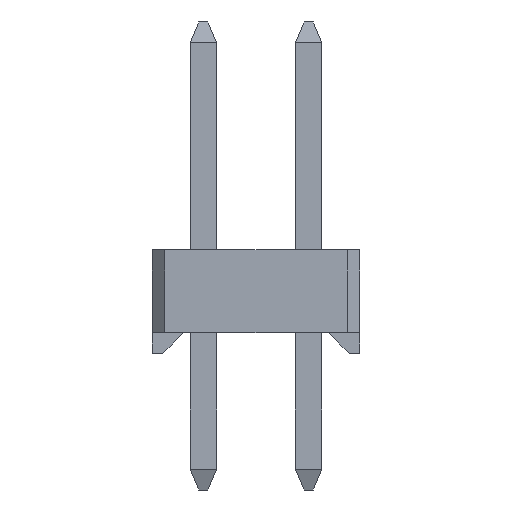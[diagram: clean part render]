
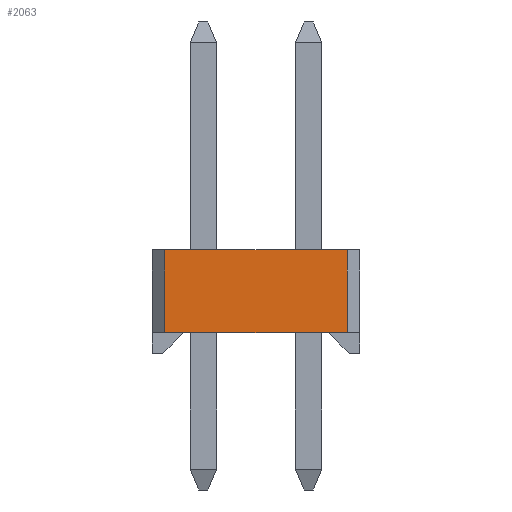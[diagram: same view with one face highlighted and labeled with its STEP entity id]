
A CAD part, left-side view. The second image highlights one B-rep face of the part: STEP entity #2063.
In plain terms, the highlighted planar face has unit normal (-1, 0, 0).
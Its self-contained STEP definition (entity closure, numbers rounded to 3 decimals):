
#1218 = VERTEX_POINT('',#1219);
#1219 = CARTESIAN_POINT('',(-6.35,-2.2,0.6));
#1225 = EDGE_CURVE('',#1226,#1218,#1228,.T.);
#1226 = VERTEX_POINT('',#1227);
#1227 = CARTESIAN_POINT('',(-6.35,2.2,0.6));
#1228 = LINE('',#1229,#1230);
#1229 = CARTESIAN_POINT('',(-6.35,0.,0.6));
#1230 = VECTOR('',#1231,1.);
#1231 = DIRECTION('',(0.,-1.,0.));
#1740 = VERTEX_POINT('',#1741);
#1741 = CARTESIAN_POINT('',(-6.35,2.2,2.6));
#1747 = EDGE_CURVE('',#1748,#1740,#1750,.T.);
#1748 = VERTEX_POINT('',#1749);
#1749 = CARTESIAN_POINT('',(-6.35,-2.2,2.6));
#1750 = LINE('',#1751,#1752);
#1751 = CARTESIAN_POINT('',(-6.35,0.,2.6));
#1752 = VECTOR('',#1753,1.);
#1753 = DIRECTION('',(0.,1.,0.));
#2063 = ADVANCED_FACE('',(#2064),#2080,.T.);
#2064 = FACE_BOUND('',#2065,.T.);
#2065 = EDGE_LOOP('',(#2066,#2072,#2073,#2079));
#2066 = ORIENTED_EDGE('',*,*,#2067,.F.);
#2067 = EDGE_CURVE('',#1226,#1740,#2068,.T.);
#2068 = LINE('',#2069,#2070);
#2069 = CARTESIAN_POINT('',(-6.35,2.2,0.6));
#2070 = VECTOR('',#2071,1.);
#2071 = DIRECTION('',(0.,0.,1.));
#2072 = ORIENTED_EDGE('',*,*,#1225,.T.);
#2073 = ORIENTED_EDGE('',*,*,#2074,.T.);
#2074 = EDGE_CURVE('',#1218,#1748,#2075,.T.);
#2075 = LINE('',#2076,#2077);
#2076 = CARTESIAN_POINT('',(-6.35,-2.2,0.6));
#2077 = VECTOR('',#2078,1.);
#2078 = DIRECTION('',(0.,0.,1.));
#2079 = ORIENTED_EDGE('',*,*,#1747,.T.);
#2080 = PLANE('',#2081);
#2081 = AXIS2_PLACEMENT_3D('',#2082,#2083,#2084);
#2082 = CARTESIAN_POINT('',(-6.35,0.,0.6));
#2083 = DIRECTION('',(-1.,0.,0.));
#2084 = DIRECTION('',(0.,0.,1.));
